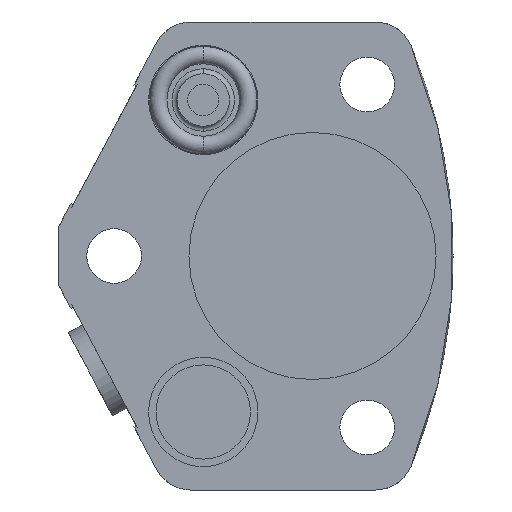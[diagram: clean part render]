
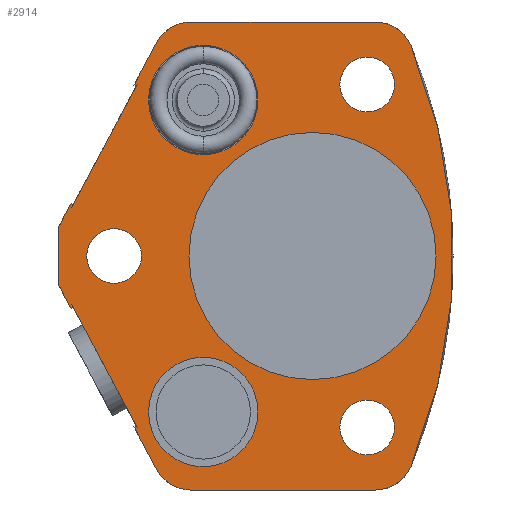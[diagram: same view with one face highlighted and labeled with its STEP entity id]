
A CAD part, front view. The second image highlights one B-rep face of the part: STEP entity #2914.
In plain terms, the highlighted planar face has unit normal (0, -1, 0).
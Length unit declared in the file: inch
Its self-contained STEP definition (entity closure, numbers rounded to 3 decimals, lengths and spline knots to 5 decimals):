
#507=CARTESIAN_POINT('',(0.,0.,0.));
#508=DIRECTION('',(0.,-1.,0.));
#509=DIRECTION('',(1.,0.,0.));
#510=AXIS2_PLACEMENT_3D('',#507,#508,#509);
#515=CARTESIAN_POINT('',(0.,0.,0.));
#516=DIRECTION('',(0.,1.,0.));
#517=DIRECTION('',(1.,0.,0.));
#518=AXIS2_PLACEMENT_3D('',#515,#516,#517);
#523=CARTESIAN_POINT('',(0.219,0.,0.687));
#524=DIRECTION('',(0.,-1.,0.));
#525=DIRECTION('',(1.,0.,0.));
#526=AXIS2_PLACEMENT_3D('',#523,#524,#525);
#531=CARTESIAN_POINT('',(0.219,0.,0.687));
#532=DIRECTION('',(0.,-1.,0.));
#533=DIRECTION('',(-1.,0.,0.));
#534=AXIS2_PLACEMENT_3D('',#531,#532,#533);
#539=CARTESIAN_POINT('',(0.219,0.,-0.687));
#540=DIRECTION('',(0.,-1.,0.));
#541=DIRECTION('',(1.,0.,0.));
#542=AXIS2_PLACEMENT_3D('',#539,#540,#541);
#547=CARTESIAN_POINT('',(0.219,0.,-0.687));
#548=DIRECTION('',(0.,-1.,0.));
#549=DIRECTION('',(-1.,0.,0.));
#550=AXIS2_PLACEMENT_3D('',#547,#548,#549);
#555=CARTESIAN_POINT('',(-0.795,0.,0.));
#556=DIRECTION('',(0.,-1.,0.));
#557=DIRECTION('',(1.,0.,0.));
#558=AXIS2_PLACEMENT_3D('',#555,#556,#557);
#563=CARTESIAN_POINT('',(-0.795,0.,0.));
#564=DIRECTION('',(0.,-1.,0.));
#565=DIRECTION('',(-1.,0.,0.));
#566=AXIS2_PLACEMENT_3D('',#563,#564,#565);
#571=DIRECTION('',(-0.469,0.,-0.883));
#572=VECTOR('',#571,0.53735);
#573=CARTESIAN_POINT('',(-0.70648,0.,0.67994));
#574=LINE('',#573,#572);
#578=DIRECTION('',(0.883,0.,-0.469));
#579=VECTOR('',#578,0.01);
#580=CARTESIAN_POINT('',(-0.71531,0.,0.68463));
#581=LINE('',#580,#579);
#585=DIRECTION('',(0.469,0.,0.883));
#586=VECTOR('',#585,0.19265);
#587=CARTESIAN_POINT('',(-0.71531,0.,0.68463));
#588=LINE('',#587,#586);
#592=DIRECTION('',(1.,0.,0.));
#593=VECTOR('',#592,0.73784);
#594=CARTESIAN_POINT('',(-0.48713,0.,0.9375));
#595=LINE('',#594,#593);
#599=CARTESIAN_POINT('',(-1.625,0.,0.));
#600=DIRECTION('',(0.,-1.,0.));
#601=DIRECTION('',(0.923,0.,-0.385));
#602=AXIS2_PLACEMENT_3D('',#599,#600,#601);
#607=DIRECTION('',(-1.,0.,0.));
#608=VECTOR('',#607,0.73784);
#609=CARTESIAN_POINT('',(0.25071,0.,-0.9375));
#610=LINE('',#609,#608);
#614=DIRECTION('',(0.469,0.,-0.883));
#615=VECTOR('',#614,0.19265);
#616=CARTESIAN_POINT('',(-0.71531,0.,-0.68463));
#617=LINE('',#616,#615);
#621=DIRECTION('',(0.883,0.,0.469));
#622=VECTOR('',#621,0.01);
#623=CARTESIAN_POINT('',(-0.71531,0.,-0.68463));
#624=LINE('',#623,#622);
#628=DIRECTION('',(0.469,0.,-0.883));
#629=VECTOR('',#628,0.53735);
#630=CARTESIAN_POINT('',(-0.95876,0.,-0.20548));
#631=LINE('',#630,#629);
#635=DIRECTION('',(0.883,0.,0.469));
#636=VECTOR('',#635,0.01);
#637=CARTESIAN_POINT('',(-0.96759,0.,-0.21018));
#638=LINE('',#637,#636);
#642=DIRECTION('',(0.469,0.,-0.883));
#643=VECTOR('',#642,0.10313);
#644=CARTESIAN_POINT('',(-1.016,0.,-0.11912));
#645=LINE('',#644,#643);
#649=DIRECTION('',(0.,0.,-1.));
#650=VECTOR('',#649,0.23825);
#651=CARTESIAN_POINT('',(-1.016,0.,0.11912));
#652=LINE('',#651,#650);
#656=DIRECTION('',(0.469,0.,0.883));
#657=VECTOR('',#656,0.10313);
#658=CARTESIAN_POINT('',(-1.016,0.,0.11912));
#659=LINE('',#658,#657);
#663=DIRECTION('',(0.883,0.,-0.469));
#664=VECTOR('',#663,0.01);
#665=CARTESIAN_POINT('',(-0.96759,0.,0.21018));
#666=LINE('',#665,#664);
#670=CARTESIAN_POINT('',(-0.438,0.,-0.625));
#671=DIRECTION('',(0.,1.,0.));
#672=DIRECTION('',(-1.,0.,0.));
#673=AXIS2_PLACEMENT_3D('',#670,#671,#672);
#678=CARTESIAN_POINT('',(-0.438,0.,-0.625));
#679=DIRECTION('',(0.,1.,0.));
#680=DIRECTION('',(1.,0.,0.));
#681=AXIS2_PLACEMENT_3D('',#678,#679,#680);
#686=CARTESIAN_POINT('',(-0.438,0.,0.625));
#687=DIRECTION('',(0.,1.,0.));
#688=DIRECTION('',(-1.,0.,0.));
#689=AXIS2_PLACEMENT_3D('',#686,#687,#688);
#694=CARTESIAN_POINT('',(-0.438,0.,0.625));
#695=DIRECTION('',(0.,1.,0.));
#696=DIRECTION('',(1.,0.,0.));
#697=AXIS2_PLACEMENT_3D('',#694,#695,#696);
#1242=CARTESIAN_POINT('',(-0.48713,0.,-0.7815));
#1243=DIRECTION('',(0.,-1.,0.));
#1244=DIRECTION('',(-0.883,0.,-0.469));
#1245=AXIS2_PLACEMENT_3D('',#1242,#1243,#1244);
#1278=CARTESIAN_POINT('',(0.25071,0.,-0.7815));
#1279=DIRECTION('',(0.,-1.,0.));
#1280=DIRECTION('',(0.,0.,-1.));
#1281=AXIS2_PLACEMENT_3D('',#1278,#1279,#1280);
#1300=CARTESIAN_POINT('',(0.25071,0.,0.7815));
#1301=DIRECTION('',(0.,-1.,0.));
#1302=DIRECTION('',(0.923,0.,0.385));
#1303=AXIS2_PLACEMENT_3D('',#1300,#1301,#1302);
#1336=CARTESIAN_POINT('',(-0.48713,0.,0.7815));
#1337=DIRECTION('',(0.,-1.,0.));
#1338=DIRECTION('',(0.,0.,1.));
#1339=AXIS2_PLACEMENT_3D('',#1336,#1337,#1338);
#2217=CARTESIAN_POINT('',(0.495,0.,0.));
#2219=VERTEX_POINT('',#2217);
#2221=CARTESIAN_POINT('',(-0.495,0.,0.));
#2223=VERTEX_POINT('',#2221);
#2224=CARTESIAN_POINT('',(-1.016,0.,0.11912));
#2225=CARTESIAN_POINT('',(-1.016,0.,-0.11912));
#2226=VERTEX_POINT('',#2224);
#2227=VERTEX_POINT('',#2225);
#2228=CARTESIAN_POINT('',(0.3285,0.,0.687));
#2229=CARTESIAN_POINT('',(0.1095,0.,0.687));
#2230=VERTEX_POINT('',#2228);
#2231=VERTEX_POINT('',#2229);
#2262=CARTESIAN_POINT('',(-0.95876,0.,-0.20548));
#2263=CARTESIAN_POINT('',(-0.70648,0.,-0.67994));
#2264=VERTEX_POINT('',#2262);
#2265=VERTEX_POINT('',#2263);
#2266=CARTESIAN_POINT('',(-0.96759,0.,-0.21018));
#2267=VERTEX_POINT('',#2266);
#2268=CARTESIAN_POINT('',(-0.71531,0.,-0.68463));
#2269=VERTEX_POINT('',#2268);
#2282=CARTESIAN_POINT('',(-0.70648,0.,0.67994));
#2283=CARTESIAN_POINT('',(-0.95876,0.,0.20548));
#2284=VERTEX_POINT('',#2282);
#2285=VERTEX_POINT('',#2283);
#2286=CARTESIAN_POINT('',(-0.71531,0.,0.68463));
#2287=VERTEX_POINT('',#2286);
#2288=CARTESIAN_POINT('',(-0.96759,0.,0.21018));
#2289=VERTEX_POINT('',#2288);
#2322=CARTESIAN_POINT('',(-0.657,0.,-0.625));
#2323=CARTESIAN_POINT('',(-0.219,0.,-0.625));
#2324=VERTEX_POINT('',#2322);
#2325=VERTEX_POINT('',#2323);
#2330=CARTESIAN_POINT('',(-0.657,0.,0.625));
#2331=CARTESIAN_POINT('',(-0.219,0.,0.625));
#2332=VERTEX_POINT('',#2330);
#2333=VERTEX_POINT('',#2331);
#2380=CARTESIAN_POINT('',(0.25071,0.,-0.9375));
#2381=CARTESIAN_POINT('',(0.39471,0.,-0.8415));
#2382=VERTEX_POINT('',#2380);
#2383=VERTEX_POINT('',#2381);
#2384=CARTESIAN_POINT('',(0.39471,0.,0.8415));
#2385=CARTESIAN_POINT('',(0.25071,0.,0.9375));
#2386=VERTEX_POINT('',#2384);
#2387=VERTEX_POINT('',#2385);
#2388=CARTESIAN_POINT('',(-0.48713,0.,0.9375));
#2389=CARTESIAN_POINT('',(-0.62487,0.,0.85474));
#2390=VERTEX_POINT('',#2388);
#2391=VERTEX_POINT('',#2389);
#2392=CARTESIAN_POINT('',(-0.62487,0.,-0.85474));
#2393=CARTESIAN_POINT('',(-0.48713,0.,-0.9375));
#2394=VERTEX_POINT('',#2392);
#2395=VERTEX_POINT('',#2393);
#2396=CARTESIAN_POINT('',(0.3285,0.,-0.687));
#2397=CARTESIAN_POINT('',(0.1095,0.,-0.687));
#2398=VERTEX_POINT('',#2396);
#2399=VERTEX_POINT('',#2397);
#2400=CARTESIAN_POINT('',(-0.6855,0.,0.));
#2401=CARTESIAN_POINT('',(-0.9045,0.,0.));
#2402=VERTEX_POINT('',#2400);
#2403=VERTEX_POINT('',#2401);
#2837=CARTESIAN_POINT('',(0.,0.,0.));
#2838=DIRECTION('',(0.,-1.,0.));
#2839=DIRECTION('',(-1.,0.,0.));
#2840=AXIS2_PLACEMENT_3D('',#2837,#2838,#2839);
#2841=PLANE('',#2840);
#2843=ORIENTED_EDGE('',*,*,#2842,.F.);
#2845=ORIENTED_EDGE('',*,*,#2844,.F.);
#2847=ORIENTED_EDGE('',*,*,#2846,.T.);
#2849=ORIENTED_EDGE('',*,*,#2848,.F.);
#2851=ORIENTED_EDGE('',*,*,#2850,.T.);
#2853=ORIENTED_EDGE('',*,*,#2852,.F.);
#2855=ORIENTED_EDGE('',*,*,#2854,.F.);
#2857=ORIENTED_EDGE('',*,*,#2856,.F.);
#2859=ORIENTED_EDGE('',*,*,#2858,.T.);
#2861=ORIENTED_EDGE('',*,*,#2860,.F.);
#2863=ORIENTED_EDGE('',*,*,#2862,.F.);
#2865=ORIENTED_EDGE('',*,*,#2864,.T.);
#2867=ORIENTED_EDGE('',*,*,#2866,.F.);
#2869=ORIENTED_EDGE('',*,*,#2868,.F.);
#2871=ORIENTED_EDGE('',*,*,#2870,.F.);
#2873=ORIENTED_EDGE('',*,*,#2872,.F.);
#2875=ORIENTED_EDGE('',*,*,#2874,.T.);
#2877=ORIENTED_EDGE('',*,*,#2876,.T.);
#2878=EDGE_LOOP('',(#2843,#2845,#2847,#2849,#2851,#2853,#2855,#2857,#2859,#2861,
#2863,#2865,#2867,#2869,#2871,#2873,#2875,#2877));
#2879=FACE_OUTER_BOUND('',#2878,.F.);
#2881=ORIENTED_EDGE('',*,*,#2880,.T.);
#2883=ORIENTED_EDGE('',*,*,#2882,.T.);
#2884=EDGE_LOOP('',(#2881,#2883));
#2885=FACE_BOUND('',#2884,.F.);
#2886=ORIENTED_EDGE('',*,*,#2817,.T.);
#2887=ORIENTED_EDGE('',*,*,#2831,.T.);
#2888=EDGE_LOOP('',(#2886,#2887));
#2889=FACE_BOUND('',#2888,.F.);
#2891=ORIENTED_EDGE('',*,*,#2890,.T.);
#2893=ORIENTED_EDGE('',*,*,#2892,.T.);
#2894=EDGE_LOOP('',(#2891,#2893));
#2895=FACE_BOUND('',#2894,.F.);
#2897=ORIENTED_EDGE('',*,*,#2896,.T.);
#2899=ORIENTED_EDGE('',*,*,#2898,.F.);
#2900=EDGE_LOOP('',(#2897,#2899));
#2901=FACE_BOUND('',#2900,.F.);
#2903=ORIENTED_EDGE('',*,*,#2902,.F.);
#2905=ORIENTED_EDGE('',*,*,#2904,.F.);
#2906=EDGE_LOOP('',(#2903,#2905));
#2907=FACE_BOUND('',#2906,.F.);
#2909=ORIENTED_EDGE('',*,*,#2908,.F.);
#2911=ORIENTED_EDGE('',*,*,#2910,.F.);
#2912=EDGE_LOOP('',(#2909,#2911));
#2913=FACE_BOUND('',#2912,.F.);
#511=CIRCLE('',#510,0.495);
#519=CIRCLE('',#518,0.495);
#527=CIRCLE('',#526,0.1095);
#535=CIRCLE('',#534,0.1095);
#543=CIRCLE('',#542,0.1095);
#551=CIRCLE('',#550,0.1095);
#559=CIRCLE('',#558,0.1095);
#567=CIRCLE('',#566,0.1095);
#603=CIRCLE('',#602,2.188);
#674=CIRCLE('',#673,0.219);
#682=CIRCLE('',#681,0.219);
#690=CIRCLE('',#689,0.219);
#698=CIRCLE('',#697,0.219);
#1246=CIRCLE('',#1245,0.156);
#1282=CIRCLE('',#1281,0.156);
#1304=CIRCLE('',#1303,0.156);
#1340=CIRCLE('',#1339,0.156);
#2817=EDGE_CURVE('',#2398,#2399,#543,.T.);
#2831=EDGE_CURVE('',#2399,#2398,#551,.T.);
#2842=EDGE_CURVE('',#2284,#2285,#574,.T.);
#2844=EDGE_CURVE('',#2287,#2284,#581,.T.);
#2846=EDGE_CURVE('',#2287,#2391,#588,.T.);
#2848=EDGE_CURVE('',#2390,#2391,#1340,.T.);
#2850=EDGE_CURVE('',#2390,#2387,#595,.T.);
#2852=EDGE_CURVE('',#2386,#2387,#1304,.T.);
#2854=EDGE_CURVE('',#2383,#2386,#603,.T.);
#2856=EDGE_CURVE('',#2382,#2383,#1282,.T.);
#2858=EDGE_CURVE('',#2382,#2395,#610,.T.);
#2860=EDGE_CURVE('',#2394,#2395,#1246,.T.);
#2862=EDGE_CURVE('',#2269,#2394,#617,.T.);
#2864=EDGE_CURVE('',#2269,#2265,#624,.T.);
#2866=EDGE_CURVE('',#2264,#2265,#631,.T.);
#2868=EDGE_CURVE('',#2267,#2264,#638,.T.);
#2870=EDGE_CURVE('',#2227,#2267,#645,.T.);
#2872=EDGE_CURVE('',#2226,#2227,#652,.T.);
#2874=EDGE_CURVE('',#2226,#2289,#659,.T.);
#2876=EDGE_CURVE('',#2289,#2285,#666,.T.);
#2880=EDGE_CURVE('',#2230,#2231,#527,.T.);
#2882=EDGE_CURVE('',#2231,#2230,#535,.T.);
#2890=EDGE_CURVE('',#2402,#2403,#559,.T.);
#2892=EDGE_CURVE('',#2403,#2402,#567,.T.);
#2896=EDGE_CURVE('',#2219,#2223,#511,.T.);
#2898=EDGE_CURVE('',#2219,#2223,#519,.T.);
#2902=EDGE_CURVE('',#2324,#2325,#674,.T.);
#2904=EDGE_CURVE('',#2325,#2324,#682,.T.);
#2908=EDGE_CURVE('',#2332,#2333,#690,.T.);
#2910=EDGE_CURVE('',#2333,#2332,#698,.T.);
#2914=ADVANCED_FACE('',(#2879,#2885,#2889,#2895,#2901,#2907,#2913),#2841,.T.);
